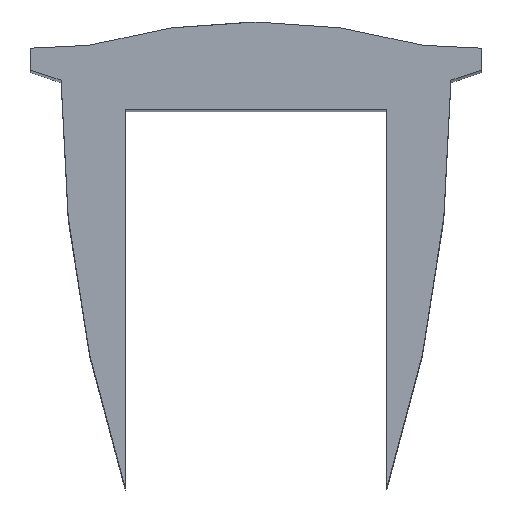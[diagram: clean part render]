
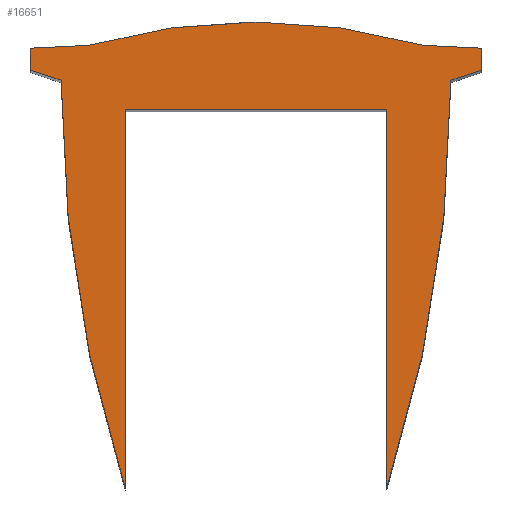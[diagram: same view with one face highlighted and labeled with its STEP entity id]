
A CAD part, top view. The second image highlights one B-rep face of the part: STEP entity #16651.
In plain terms, the highlighted planar face has unit normal (0, 0, 1).
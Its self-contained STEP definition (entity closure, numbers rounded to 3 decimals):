
#1 = ORIENTED_EDGE ( 'NONE', *, *, #633, .T. ) ;
#100 = EDGE_CURVE ( 'NONE', #2888, #13421, #9652, .T. ) ;
#135 = EDGE_CURVE ( 'NONE', #11925, #12385, #919, .T. ) ;
#342 = LINE ( 'NONE', #8420, #16159 ) ;
#633 = EDGE_CURVE ( 'NONE', #8623, #2888, #10641, .T. ) ;
#794 = CARTESIAN_POINT ( 'NONE',  ( -9., 0., 50. ) ) ;
#919 = CIRCLE ( 'NONE', #8048, 91.291 ) ;
#979 = CARTESIAN_POINT ( 'NONE',  ( 13.4, 2., 50. ) ) ;
#1192 = DIRECTION ( 'NONE',  ( 0., 1., 0. ) ) ;
#1399 = ORIENTED_EDGE ( 'NONE', *, *, #18749, .T. ) ;
#1432 = ORIENTED_EDGE ( 'NONE', *, *, #5034, .T. ) ;
#1437 = DIRECTION ( 'NONE',  ( -0.999, 0.049, 0. ) ) ;
#1586 = VERTEX_POINT ( 'NONE', #16755 ) ;
#1650 = CARTESIAN_POINT ( 'NONE',  ( 13.4, 2., 50. ) ) ;
#2431 = DIRECTION ( 'NONE',  ( -0.999, -0.049, 0. ) ) ;
#2464 = DIRECTION ( 'NONE',  ( -1., 0., 0. ) ) ;
#2529 = LINE ( 'NONE', #14022, #8111 ) ;
#2598 = FACE_OUTER_BOUND ( 'NONE', #5826, .T. ) ;
#2605 = LINE ( 'NONE', #794, #4793 ) ;
#2888 = VERTEX_POINT ( 'NONE', #12963 ) ;
#2935 = CARTESIAN_POINT ( 'NONE',  ( 15.5, 2.7, 50. ) ) ;
#3249 = DIRECTION ( 'NONE',  ( 1., 0., 0. ) ) ;
#3427 = VERTEX_POINT ( 'NONE', #9412 ) ;
#3588 = EDGE_CURVE ( 'NONE', #3427, #1586, #2605, .T. ) ;
#4434 = CARTESIAN_POINT ( 'NONE',  ( 11.505, 4.395, 50. ) ) ;
#4793 = VECTOR ( 'NONE', #10090, 1000. ) ;
#4964 = CARTESIAN_POINT ( 'NONE',  ( -15.5, 4.2, 50. ) ) ;
#5034 = EDGE_CURVE ( 'NONE', #13421, #13875, #13655, .T. ) ;
#5312 = DIRECTION ( 'NONE',  ( 0., -1., 0. ) ) ;
#5387 = DIRECTION ( 'NONE',  ( 0., 0., 1. ) ) ;
#5826 = EDGE_LOOP ( 'NONE', ( #14679, #8056, #18489, #13098, #13358, #15088, #7440, #1, #15340, #1432, #1399, #8995 ) ) ;
#6700 = AXIS2_PLACEMENT_3D ( 'NONE', #12308, #11002, #3249 ) ;
#6977 = EDGE_CURVE ( 'NONE', #10993, #8623, #12392, .T. ) ;
#7184 = EDGE_CURVE ( 'NONE', #13193, #16838, #10894, .T. ) ;
#7440 = ORIENTED_EDGE ( 'NONE', *, *, #6977, .T. ) ;
#7619 = CARTESIAN_POINT ( 'NONE',  ( 15.5, 4.2, 50. ) ) ;
#7719 = DIRECTION ( 'NONE',  ( -1., 0., 0. ) ) ;
#8048 = AXIS2_PLACEMENT_3D ( 'NONE', #9202, #17048, #7719 ) ;
#8056 = ORIENTED_EDGE ( 'NONE', *, *, #3588, .T. ) ;
#8111 = VECTOR ( 'NONE', #13966, 1000. ) ;
#8209 = LINE ( 'NONE', #13462, #14812 ) ;
#8379 = EDGE_CURVE ( 'NONE', #16838, #10993, #8209, .T. ) ;
#8420 = CARTESIAN_POINT ( 'NONE',  ( 9., 0., 50. ) ) ;
#8623 = VERTEX_POINT ( 'NONE', #4434 ) ;
#8796 = CARTESIAN_POINT ( 'NONE',  ( 15.5, 4.2, 50. ) ) ;
#8995 = ORIENTED_EDGE ( 'NONE', *, *, #135, .T. ) ;
#9073 = DIRECTION ( 'NONE',  ( 0.949, -0.316, 0. ) ) ;
#9178 = VECTOR ( 'NONE', #17505, 1000. ) ;
#9202 = CARTESIAN_POINT ( 'NONE',  ( 77.891, 2., 50. ) ) ;
#9412 = CARTESIAN_POINT ( 'NONE',  ( -9., 0., 50. ) ) ;
#9652 = LINE ( 'NONE', #13147, #19688 ) ;
#10090 = DIRECTION ( 'NONE',  ( 1., 0., 0. ) ) ;
#10296 = CIRCLE ( 'NONE', #6700, 91.291 ) ;
#10641 = CIRCLE ( 'NONE', #12081, 42.048 ) ;
#10894 = LINE ( 'NONE', #1650, #9178 ) ;
#10993 = VERTEX_POINT ( 'NONE', #8796 ) ;
#11002 = DIRECTION ( 'NONE',  ( 0., 0., 1. ) ) ;
#11190 = DIRECTION ( 'NONE',  ( 0., -1., 0. ) ) ;
#11640 = CARTESIAN_POINT ( 'NONE',  ( 0., -36.048, 50. ) ) ;
#11850 = PLANE ( 'NONE',  #19834 ) ;
#11925 = VERTEX_POINT ( 'NONE', #19718 ) ;
#12081 = AXIS2_PLACEMENT_3D ( 'NONE', #11640, #5387, #2464 ) ;
#12197 = EDGE_CURVE ( 'NONE', #16531, #13193, #10296, .T. ) ;
#12271 = CARTESIAN_POINT ( 'NONE',  ( 9., -26., 50. ) ) ;
#12308 = CARTESIAN_POINT ( 'NONE',  ( -77.891, 2., 50. ) ) ;
#12323 = EDGE_CURVE ( 'NONE', #12385, #3427, #2529, .T. ) ;
#12385 = VERTEX_POINT ( 'NONE', #16102 ) ;
#12392 = LINE ( 'NONE', #7619, #12912 ) ;
#12659 = VECTOR ( 'NONE', #11190, 1000. ) ;
#12752 = EDGE_CURVE ( 'NONE', #1586, #16531, #342, .T. ) ;
#12912 = VECTOR ( 'NONE', #1437, 1000. ) ;
#12963 = CARTESIAN_POINT ( 'NONE',  ( -11.505, 4.395, 50. ) ) ;
#13098 = ORIENTED_EDGE ( 'NONE', *, *, #12197, .T. ) ;
#13147 = CARTESIAN_POINT ( 'NONE',  ( -15.5, 4.2, 50. ) ) ;
#13193 = VERTEX_POINT ( 'NONE', #979 ) ;
#13358 = ORIENTED_EDGE ( 'NONE', *, *, #7184, .T. ) ;
#13421 = VERTEX_POINT ( 'NONE', #4964 ) ;
#13462 = CARTESIAN_POINT ( 'NONE',  ( 15.5, 2.7, 50. ) ) ;
#13655 = LINE ( 'NONE', #16298, #12659 ) ;
#13875 = VERTEX_POINT ( 'NONE', #15198 ) ;
#13876 = CARTESIAN_POINT ( 'NONE',  ( -13.4, 2., 50. ) ) ;
#13966 = DIRECTION ( 'NONE',  ( 0., 1., 0. ) ) ;
#14022 = CARTESIAN_POINT ( 'NONE',  ( -9., 0., 50. ) ) ;
#14679 = ORIENTED_EDGE ( 'NONE', *, *, #12323, .T. ) ;
#14770 = VECTOR ( 'NONE', #9073, 1000. ) ;
#14812 = VECTOR ( 'NONE', #1192, 1000. ) ;
#15088 = ORIENTED_EDGE ( 'NONE', *, *, #8379, .T. ) ;
#15198 = CARTESIAN_POINT ( 'NONE',  ( -15.5, 2.7, 50. ) ) ;
#15340 = ORIENTED_EDGE ( 'NONE', *, *, #100, .T. ) ;
#15495 = LINE ( 'NONE', #13876, #14770 ) ;
#16102 = CARTESIAN_POINT ( 'NONE',  ( -9., -26., 50. ) ) ;
#16159 = VECTOR ( 'NONE', #5312, 1000. ) ;
#16298 = CARTESIAN_POINT ( 'NONE',  ( -15.5, 2.7, 50. ) ) ;
#16531 = VERTEX_POINT ( 'NONE', #12271 ) ;
#16545 = DIRECTION ( 'NONE',  ( -1., 0., 0. ) ) ;
#16651 = ADVANCED_FACE ( 'NONE', ( #2598 ), #11850, .F. ) ;
#16755 = CARTESIAN_POINT ( 'NONE',  ( 9., 0., 50. ) ) ;
#16838 = VERTEX_POINT ( 'NONE', #2935 ) ;
#17048 = DIRECTION ( 'NONE',  ( 0., 0., 1. ) ) ;
#17505 = DIRECTION ( 'NONE',  ( 0.949, 0.316, 0. ) ) ;
#17900 = CARTESIAN_POINT ( 'NONE',  ( 77.891, 2., 50. ) ) ;
#18109 = DIRECTION ( 'NONE',  ( 0., 0., -1. ) ) ;
#18489 = ORIENTED_EDGE ( 'NONE', *, *, #12752, .T. ) ;
#18749 = EDGE_CURVE ( 'NONE', #13875, #11925, #15495, .T. ) ;
#19688 = VECTOR ( 'NONE', #2431, 1000. ) ;
#19718 = CARTESIAN_POINT ( 'NONE',  ( -13.4, 2., 50. ) ) ;
#19834 = AXIS2_PLACEMENT_3D ( 'NONE', #17900, #18109, #16545 ) ;
